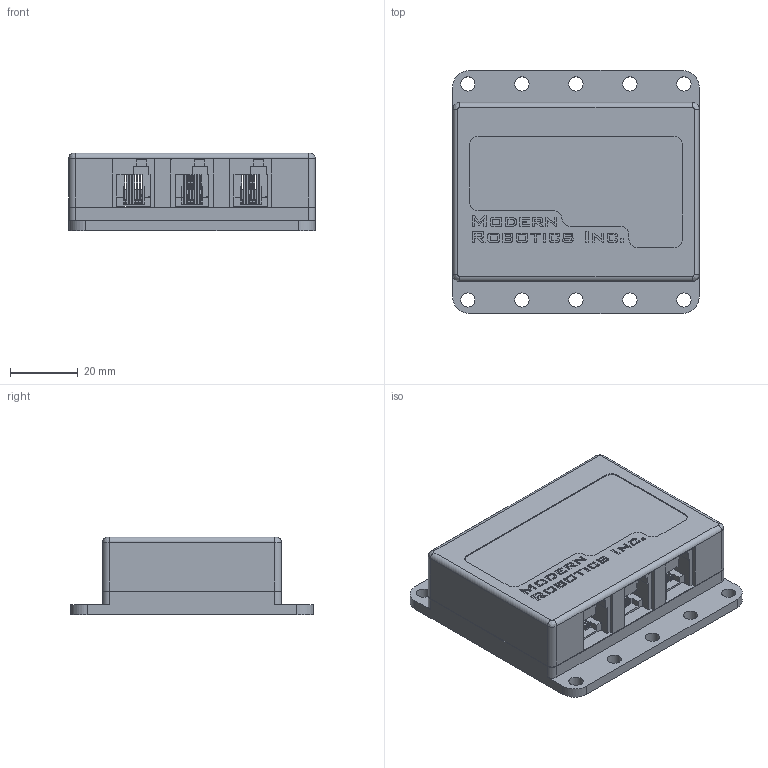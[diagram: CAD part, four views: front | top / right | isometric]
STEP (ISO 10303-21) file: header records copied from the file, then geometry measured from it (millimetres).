
FILE_DESCRIPTION(/* description */ (''),/* implementation_level */ '2;1');
FILE_NAME(/* name */ 'Core_Legacy_Module.stp',/* time_stamp */ '2015-05-06T10:18:00-04:00',/* author */ ('Colton Mehlhoff'),/* organization */ (''),/* preprocessor_version */ 'ST-DEVELOPER v15.6',/* originating_system */ 'Autodesk Inventor 2015',/* authorisation */ '');
FILE_SCHEMA (('AUTOMOTIVE_DESIGN { 1 0 10303 214 3 1 1 }'));
Length unit declared in the file: centimetre
Products named in the file (1): USB LSMUX
Bounding box: 73.05 x 72 x 23 mm (x, y, z)
Volume: 68674 mm3; surface area: 31376 mm2
Topology: 1 solids, 1 shells, 1140 faces, 3253 edges, 2119 vertices
Faces by surface type: plane 844, cylinder 144, torus 74, bspline 58, sphere 16, cone 4
Full cylindrical faces by diameter (mm): 0.451 x72, 4.2 x10
Entity records: 37288 total; most frequent: CARTESIAN_POINT 7195, ORIENTED_EDGE 6342, DIRECTION 5678, EDGE_CURVE 3171, LINE 2602, VECTOR 2602, VERTEX_POINT 2119, AXIS2_PLACEMENT_3D 1538
